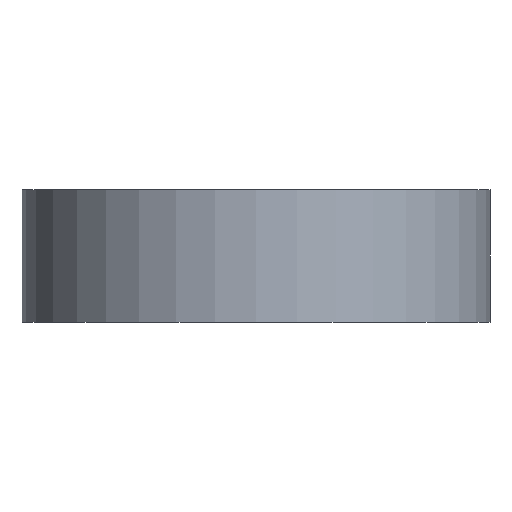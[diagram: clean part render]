
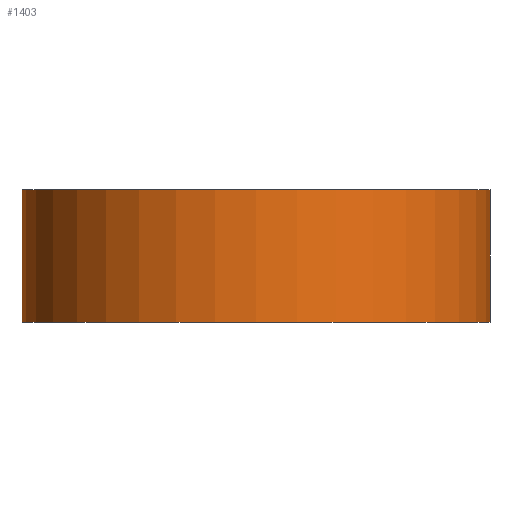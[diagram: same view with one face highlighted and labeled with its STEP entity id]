
A CAD part, front view. The second image highlights one B-rep face of the part: STEP entity #1403.
In plain terms, the highlighted cylindrical face has radius 23 mm (diameter 46 mm), a full revolution.
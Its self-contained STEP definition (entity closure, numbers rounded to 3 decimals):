
#136=FACE_OUTER_BOUND('',#212,.T.);
#212=EDGE_LOOP('',(#1264,#1265,#1266,#1267));
#250=CIRCLE('',#1489,23.);
#251=CIRCLE('',#1497,23.);
#436=LINE('',#4179,#509);
#509=VECTOR('',#1728,23.);
#636=VERTEX_POINT('',#4139);
#649=VERTEX_POINT('',#4178);
#845=EDGE_CURVE('',#636,#636,#250,.T.);
#864=EDGE_CURVE('',#636,#649,#436,.T.);
#865=EDGE_CURVE('',#649,#649,#251,.T.);
#1264=ORIENTED_EDGE('',*,*,#845,.F.);
#1265=ORIENTED_EDGE('',*,*,#864,.T.);
#1266=ORIENTED_EDGE('',*,*,#865,.T.);
#1267=ORIENTED_EDGE('',*,*,#864,.F.);
#1330=CYLINDRICAL_SURFACE('',#1496,23.);
#1403=ADVANCED_FACE('',(#136),#1330,.T.);
#1489=AXIS2_PLACEMENT_3D('',#4140,#1694,#1695);
#1496=AXIS2_PLACEMENT_3D('',#4177,#1726,#1727);
#1497=AXIS2_PLACEMENT_3D('',#4180,#1729,#1730);
#1694=DIRECTION('center_axis',(0.,0.,1.));
#1695=DIRECTION('ref_axis',(1.,0.,0.));
#1726=DIRECTION('center_axis',(0.,0.,1.));
#1727=DIRECTION('ref_axis',(1.,0.,0.));
#1728=DIRECTION('',(0.,0.,-1.));
#1729=DIRECTION('center_axis',(0.,0.,1.));
#1730=DIRECTION('ref_axis',(1.,0.,0.));
#4139=CARTESIAN_POINT('',(-23.,0.,13.));
#4140=CARTESIAN_POINT('Origin',(0.,0.,13.));
#4177=CARTESIAN_POINT('Origin',(0.,0.,0.));
#4178=CARTESIAN_POINT('',(-23.,0.,0.));
#4179=CARTESIAN_POINT('',(-23.,0.,0.));
#4180=CARTESIAN_POINT('Origin',(0.,0.,0.));
